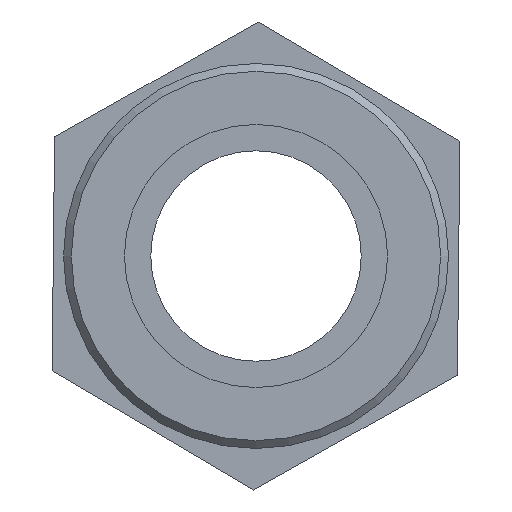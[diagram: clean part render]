
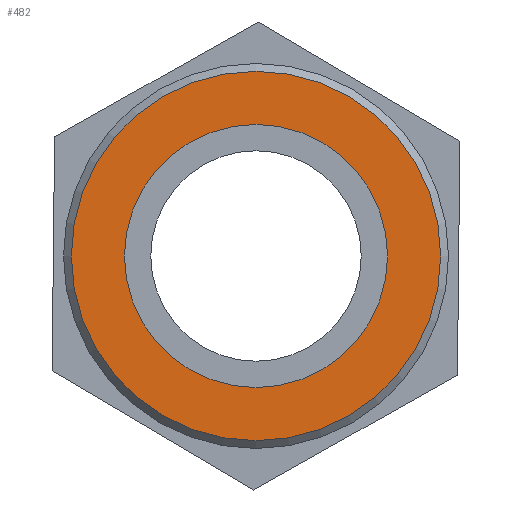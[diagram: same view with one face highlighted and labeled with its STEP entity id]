
A CAD part, left-side view. The second image highlights one B-rep face of the part: STEP entity #482.
In plain terms, the highlighted planar face has unit normal (-1, 0, 0).
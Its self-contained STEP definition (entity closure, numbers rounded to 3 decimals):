
#105=PLANE('',#530);
#126=FACE_BOUND('',#200,.T.);
#154=FACE_OUTER_BOUND('',#199,.T.);
#199=EDGE_LOOP('',(#403));
#200=EDGE_LOOP('',(#404));
#237=CIRCLE('',#528,27.331);
#239=CIRCLE('',#531,19.476);
#269=VERTEX_POINT('',#769);
#271=VERTEX_POINT('',#774);
#319=EDGE_CURVE('',#269,#269,#237,.T.);
#321=EDGE_CURVE('',#271,#271,#239,.T.);
#403=ORIENTED_EDGE('',*,*,#319,.F.);
#404=ORIENTED_EDGE('',*,*,#321,.T.);
#482=ADVANCED_FACE('',(#154,#126),#105,.T.);
#528=AXIS2_PLACEMENT_3D('',#770,#629,#630);
#530=AXIS2_PLACEMENT_3D('',#773,#633,#634);
#531=AXIS2_PLACEMENT_3D('',#775,#635,#636);
#629=DIRECTION('center_axis',(1.,0.,0.));
#630=DIRECTION('ref_axis',(0.,-1.,0.));
#633=DIRECTION('center_axis',(-1.,0.,0.));
#634=DIRECTION('ref_axis',(0.,0.,1.));
#635=DIRECTION('center_axis',(1.,0.,0.));
#636=DIRECTION('ref_axis',(0.,0.,-1.));
#769=CARTESIAN_POINT('',(-27.,27.331,0.));
#770=CARTESIAN_POINT('Origin',(-27.,0.,0.));
#773=CARTESIAN_POINT('Origin',(-27.,28.5,0.));
#774=CARTESIAN_POINT('',(-27.,19.476,0.));
#775=CARTESIAN_POINT('Origin',(-27.,0.,0.));
